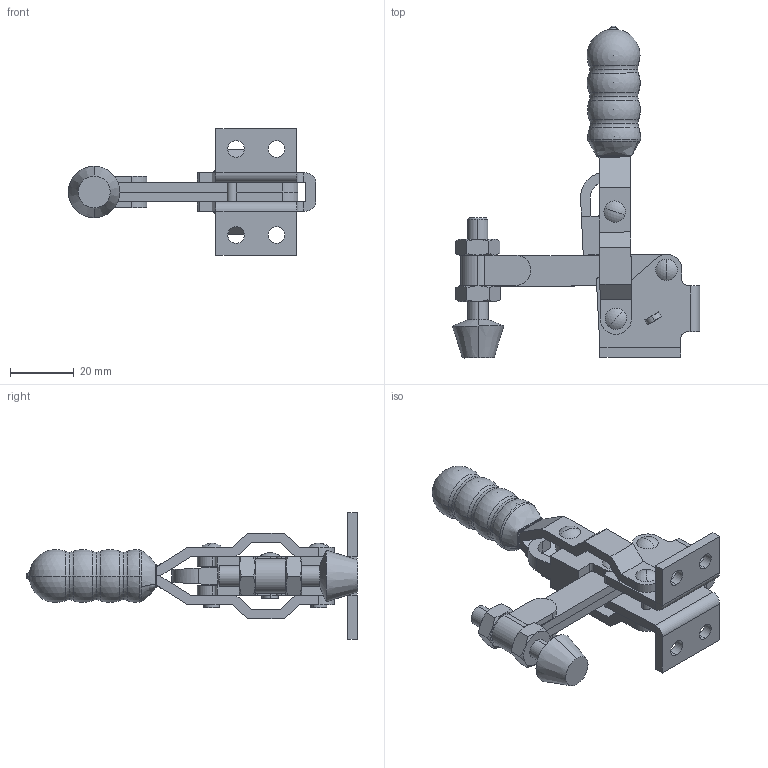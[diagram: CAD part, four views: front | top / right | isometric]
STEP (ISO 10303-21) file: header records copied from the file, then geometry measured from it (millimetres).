
FILE_DESCRIPTION (( 'STEP AP214' ), '1' );
FILE_NAME ('GH-12060(Â²¤Æ).STEP', '2020-03-12T08:16:36', ( 'LinWei' ), ( '' ), 'SwSTEP 2.0', 'SolidWorks 2016', '' );
FILE_SCHEMA (( 'AUTOMOTIVE_DESIGN' ));
Length unit declared in the file: millimetre
Products named in the file (6): Group1_112055U01; Group3^GH-12060(簡化); Group2^GH-12060(簡化); 11206008_00-1^GH-12060(簡化); Group5^GH-12060(簡化); GH-12060(簡化)
Assembly tree (5 placements, depth 2):
  GH-12060(簡化)
    Group5^GH-12060(簡化)
    11206008_00-1^GH-12060(簡化)
    Group2^GH-12060(簡化)
    Group3^GH-12060(簡化)
    Group1_112055U01
Bounding box: 77.59 x 104.11 x 39.7 mm (x, y, z)
Volume: 27736.6 mm3; surface area: 18038 mm2
Topology: 5 solids, 5 shells, 283 faces, 747 edges, 480 vertices
Faces by surface type: plane 118, cylinder 107, sphere 18, torus 16, cone 14, bspline 10
Entity records: 11092 total; most frequent: CARTESIAN_POINT 2626, DIRECTION 1515, ORIENTED_EDGE 1454, EDGE_CURVE 727, AXIS2_PLACEMENT_3D 575, VERTEX_POINT 468, LINE 365, VECTOR 365
